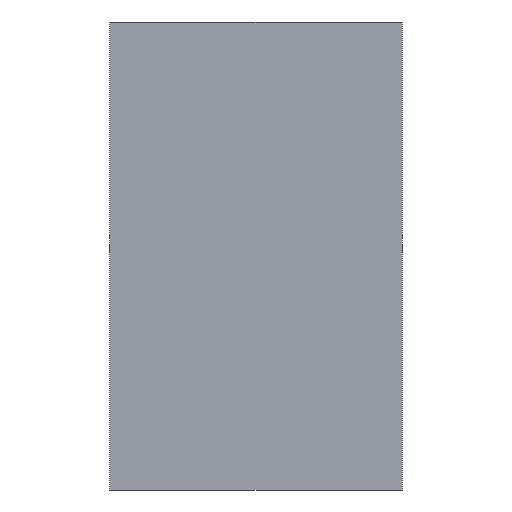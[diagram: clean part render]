
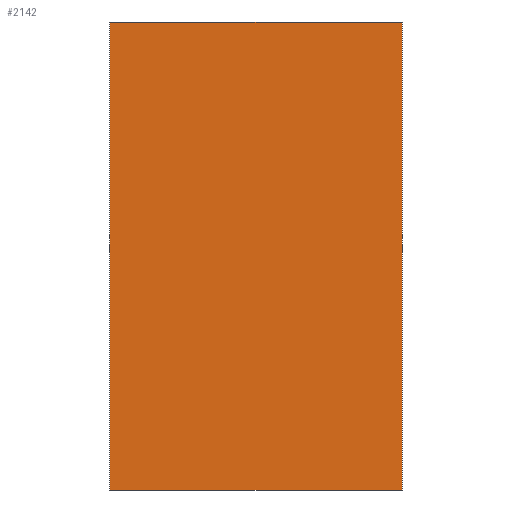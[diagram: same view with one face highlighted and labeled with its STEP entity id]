
A CAD part, front view. The second image highlights one B-rep face of the part: STEP entity #2142.
In plain terms, the highlighted planar face has unit normal (0, -1, 0).
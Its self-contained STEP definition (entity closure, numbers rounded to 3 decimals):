
#89 = CARTESIAN_POINT ( 'NONE',  ( -0.5, -0.025, -0.8 ) ) ;
#324 = ORIENTED_EDGE ( 'NONE', *, *, #2051, .T. ) ;
#429 = EDGE_CURVE ( 'NONE', #2377, #1610, #2390, .T. ) ;
#487 = CARTESIAN_POINT ( 'NONE',  ( 0.5, -0.025, -0.8 ) ) ;
#538 = VECTOR ( 'NONE', #2962, 1000. ) ;
#691 = EDGE_CURVE ( 'NONE', #1610, #1176, #3326, .T. ) ;
#761 = DIRECTION ( 'NONE',  ( -1., 0., 0. ) ) ;
#765 = FACE_OUTER_BOUND ( 'NONE', #2941, .T. ) ;
#836 = DIRECTION ( 'NONE',  ( 0., 0., -1. ) ) ;
#950 = CARTESIAN_POINT ( 'NONE',  ( 0.5, -0.025, 0.8 ) ) ;
#1071 = DIRECTION ( 'NONE',  ( 1., 0., 0. ) ) ;
#1176 = VERTEX_POINT ( 'NONE', #1529 ) ;
#1489 = ORIENTED_EDGE ( 'NONE', *, *, #2109, .T. ) ;
#1529 = CARTESIAN_POINT ( 'NONE',  ( -0.5, -0.025, -0.8 ) ) ;
#1610 = VERTEX_POINT ( 'NONE', #3360 ) ;
#1786 = ORIENTED_EDGE ( 'NONE', *, *, #691, .T. ) ;
#1866 = ORIENTED_EDGE ( 'NONE', *, *, #429, .T. ) ;
#1892 = DIRECTION ( 'NONE',  ( 0., -1., 0. ) ) ;
#1997 = VECTOR ( 'NONE', #2936, 1000. ) ;
#2051 = EDGE_CURVE ( 'NONE', #2506, #2377, #2331, .T. ) ;
#2109 = EDGE_CURVE ( 'NONE', #1176, #2506, #2428, .T. ) ;
#2142 = ADVANCED_FACE ( 'NONE', ( #765 ), #2409, .T. ) ;
#2149 = AXIS2_PLACEMENT_3D ( 'NONE', #2165, #1892, #836 ) ;
#2165 = CARTESIAN_POINT ( 'NONE',  ( 0., -0.025, 0. ) ) ;
#2322 = VECTOR ( 'NONE', #761, 1000. ) ;
#2331 = LINE ( 'NONE', #2662, #1997 ) ;
#2343 = CARTESIAN_POINT ( 'NONE',  ( 0.5, -0.025, 0.8 ) ) ;
#2377 = VERTEX_POINT ( 'NONE', #950 ) ;
#2390 = LINE ( 'NONE', #2343, #2322 ) ;
#2409 = PLANE ( 'NONE',  #2149 ) ;
#2428 = LINE ( 'NONE', #89, #3213 ) ;
#2506 = VERTEX_POINT ( 'NONE', #487 ) ;
#2662 = CARTESIAN_POINT ( 'NONE',  ( 0.5, -0.025, -0.8 ) ) ;
#2936 = DIRECTION ( 'NONE',  ( 0., 0., 1. ) ) ;
#2941 = EDGE_LOOP ( 'NONE', ( #1866, #1786, #1489, #324 ) ) ;
#2950 = CARTESIAN_POINT ( 'NONE',  ( -0.5, -0.025, 0.8 ) ) ;
#2962 = DIRECTION ( 'NONE',  ( 0., 0., -1. ) ) ;
#3213 = VECTOR ( 'NONE', #1071, 1000. ) ;
#3326 = LINE ( 'NONE', #2950, #538 ) ;
#3360 = CARTESIAN_POINT ( 'NONE',  ( -0.5, -0.025, 0.8 ) ) ;
